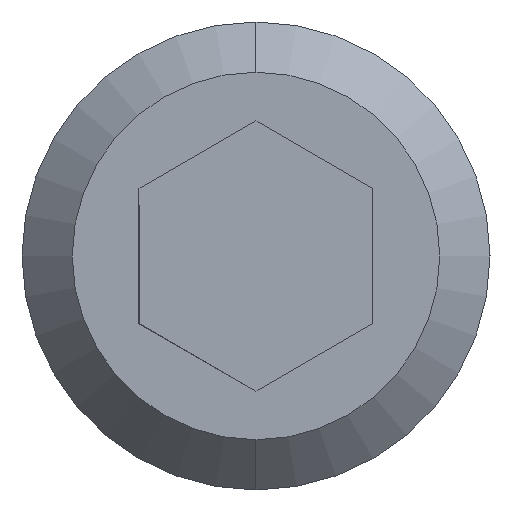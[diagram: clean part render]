
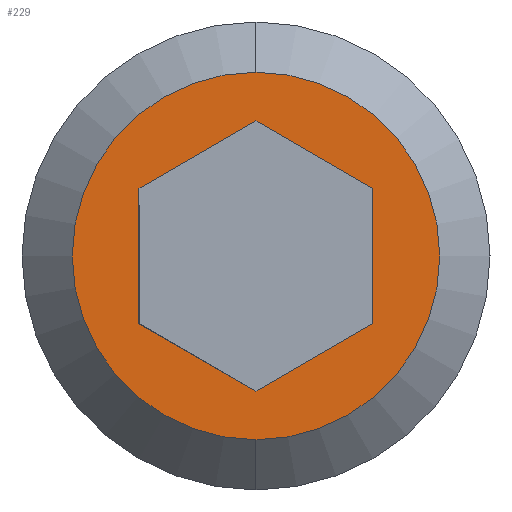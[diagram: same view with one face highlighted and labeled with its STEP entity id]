
A CAD part, left-side view. The second image highlights one B-rep face of the part: STEP entity #229.
In plain terms, the highlighted planar face has unit normal (-1, 0, 0).
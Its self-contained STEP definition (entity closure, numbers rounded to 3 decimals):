
#58=CARTESIAN_POINT('POINT7',(0.,1.,
   -0.577));
#59=VERTEX_POINT('VERTEX7',#58);
#66=CARTESIAN_POINT('POINT8',(0.,
   0.,-1.155));
#67=VERTEX_POINT('VERTEX8',#66);
#68=CARTESIAN_POINT('POS9',(0.,0.533,
   -0.847));
#69=DIRECTION('DIR10',(0.,0.866,
   0.5));
#70=VECTOR('VEC8',#69,1.);
#71=LINE('STRAIGHT8',#68,#70);
#72=EDGE_CURVE('EDGE8',#67,#59,#71,.T.);
#90=CARTESIAN_POINT('POINT9',(0.,-1.,
   -0.577));
#91=VERTEX_POINT('VERTEX9',#90);
#92=CARTESIAN_POINT('POS12',(0.,-0.033
   ,-1.135));
#93=DIRECTION('DIR14',(0.,0.866,
   -0.5));
#94=VECTOR('VEC10',#93,1.);
#95=LINE('STRAIGHT10',#92,#94);
#96=EDGE_CURVE('EDGE10',#91,#67,#95,.T.);
#114=CARTESIAN_POINT('POINT10',(0.,
   -1.,0.577));
#115=VERTEX_POINT('VERTEX10',#114);
#116=CARTESIAN_POINT('POS15',(0.,-1.,
   -0.789));
#117=DIRECTION('DIR18',(0.,0.,
   -1.));
#118=VECTOR('VEC12',#117,1.);
#119=LINE('STRAIGHT12',#116,#118);
#120=EDGE_CURVE('EDGE12',#115,#91,#119,.T.);
#138=CARTESIAN_POINT('POINT11',(0.,
   0.,1.155));
#139=VERTEX_POINT('VERTEX11',#138);
#140=CARTESIAN_POINT('POS18',(0.,
   -0.967,0.597));
#141=DIRECTION('DIR22',(0.,-0.866,
   -0.5));
#142=VECTOR('VEC14',#141,1.);
#143=LINE('STRAIGHT14',#140,#142);
#144=EDGE_CURVE('EDGE14',#139,#115,#143,.T.);
#162=CARTESIAN_POINT('POINT12',(0.,1.,
   0.577));
#163=VERTEX_POINT('VERTEX12',#162);
#164=CARTESIAN_POINT('POS21',(0.,
   0.467,0.885));
#165=DIRECTION('DIR26',(0.,-0.866,
   0.5));
#166=VECTOR('VEC16',#165,1.);
#167=LINE('STRAIGHT16',#164,#166);
#168=EDGE_CURVE('EDGE16',#163,#139,#167,.T.);
#186=CARTESIAN_POINT('POS24',(0.,1.,-0.5))
   ;
#187=DIRECTION('DIR30',(0.,0.,
   1.));
#188=VECTOR('VEC18',#187,1.);
#189=LINE('STRAIGHT18',#186,#188);
#190=EDGE_CURVE('EDGE18',#59,#163,#189,.T.);
#201=ORIENTED_EDGE('COEDGE31',*,*,#190,.T.);
#202=ORIENTED_EDGE('COEDGE32',*,*,#168,.T.);
#203=ORIENTED_EDGE('COEDGE33',*,*,#144,.T.);
#204=ORIENTED_EDGE('COEDGE34',*,*,#120,.T.);
#205=ORIENTED_EDGE('COEDGE35',*,*,#96,.T.);
#206=ORIENTED_EDGE('COEDGE36',*,*,#72,.T.);
#207=EDGE_LOOP('NONE',(#201,#202,#203,#204,#205,#206));
#208=FACE_BOUND('LOOP1',#207,.T.);
#209=CARTESIAN_POINT('POINT13',(0.,0.,
   -1.571));
#210=VERTEX_POINT('VERTEX13',#209);
#211=CARTESIAN_POINT('POINT14',(0.,
   0.,1.571));
#212=VERTEX_POINT('VERTEX14',#211);
#213=CARTESIAN_POINT('POS26',(0.,0.,
   0.));
#214=DIRECTION('DIR33',(-1.,0.,0.));
#215=DIRECTION('DIR34',(0.,0.,-1.));
#216=AXIS2_PLACEMENT_3D('AXIS8',#213,#214,#215);
#217=CIRCLE('ELLIPSE1',#216,1.571);
#218=EDGE_CURVE('EDGE19',#210,#212,#217,.T.);
#219=ORIENTED_EDGE('COEDGE37',*,*,#218,.T.);
#220=EDGE_CURVE('EDGE20',#212,#210,#217,.T.);
#221=ORIENTED_EDGE('COEDGE38',*,*,#220,.T.);
#222=EDGE_LOOP('NONE',(#219,#221));
#223=FACE_BOUND('LOOP1',#222,.T.);
#224=CARTESIAN_POINT('POS27',(0.,0.,-1.))
   ;
#225=DIRECTION('DIR35',(-1.,0.,0.));
#226=DIRECTION('DIR36',(0.,1.,0.));
#227=AXIS2_PLACEMENT_3D('AXIS9',#224,#225,#226);
#228=PLANE('PLANE8',#227);
#229=ADVANCED_FACE('FACE8',(#208,#223),#228,.T.);
